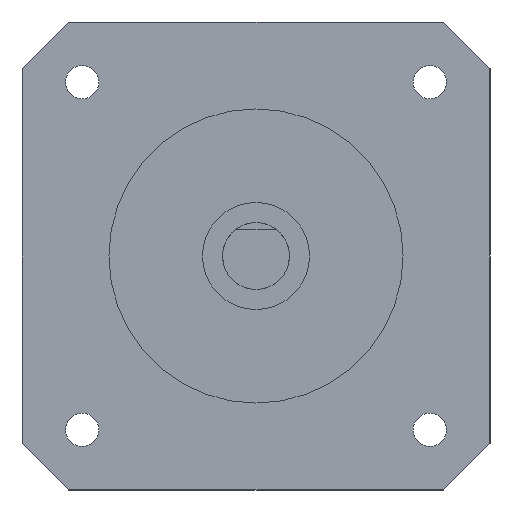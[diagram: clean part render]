
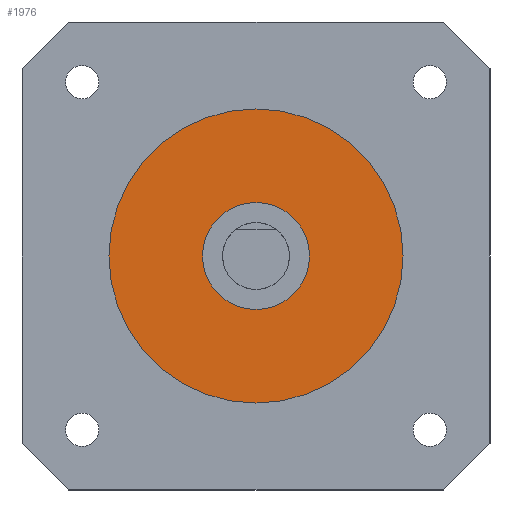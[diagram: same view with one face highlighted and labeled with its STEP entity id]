
A CAD part, front view. The second image highlights one B-rep face of the part: STEP entity #1976.
In plain terms, the highlighted planar face has unit normal (0, -1, 0).
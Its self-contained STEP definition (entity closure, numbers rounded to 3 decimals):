
#43 = DIRECTION ( 'NONE',  ( 0., 0., -1. ) ) ;
#62 = CARTESIAN_POINT ( 'NONE',  ( 0., -1.5, 4. ) ) ;
#241 = CARTESIAN_POINT ( 'NONE',  ( 0., -1.5, 0. ) ) ;
#258 = VERTEX_POINT ( 'NONE', #2359 ) ;
#280 = DIRECTION ( 'NONE',  ( 0., -1., 0. ) ) ;
#375 = CIRCLE ( 'NONE', #1140, 4. ) ;
#554 = FACE_OUTER_BOUND ( 'NONE', #2323, .T. ) ;
#648 = DIRECTION ( 'NONE',  ( 0., -1., 0. ) ) ;
#653 = DIRECTION ( 'NONE',  ( 0., -1., 0. ) ) ;
#750 = FACE_BOUND ( 'NONE', #1337, .T. ) ;
#771 = AXIS2_PLACEMENT_3D ( 'NONE', #2000, #280, #2032 ) ;
#779 = EDGE_CURVE ( 'NONE', #2042, #258, #1319, .T. ) ;
#807 = CARTESIAN_POINT ( 'NONE',  ( 0., -1.5, -4. ) ) ;
#925 = ORIENTED_EDGE ( 'NONE', *, *, #1886, .T. ) ;
#1061 = VERTEX_POINT ( 'NONE', #807 ) ;
#1068 = DIRECTION ( 'NONE',  ( 0., -1., 0. ) ) ;
#1140 = AXIS2_PLACEMENT_3D ( 'NONE', #2337, #648, #2134 ) ;
#1141 = DIRECTION ( 'NONE',  ( 0., 0., -1. ) ) ;
#1260 = CIRCLE ( 'NONE', #1303, 4. ) ;
#1289 = ORIENTED_EDGE ( 'NONE', *, *, #2258, .F. ) ;
#1303 = AXIS2_PLACEMENT_3D ( 'NONE', #2429, #1068, #2011 ) ;
#1319 = CIRCLE ( 'NONE', #1403, 11. ) ;
#1337 = EDGE_LOOP ( 'NONE', ( #1633, #1289 ) ) ;
#1395 = CARTESIAN_POINT ( 'NONE',  ( 0., -1.5, -11. ) ) ;
#1403 = AXIS2_PLACEMENT_3D ( 'NONE', #241, #653, #43 ) ;
#1625 = CIRCLE ( 'NONE', #771, 11. ) ;
#1633 = ORIENTED_EDGE ( 'NONE', *, *, #1718, .F. ) ;
#1699 = DIRECTION ( 'NONE',  ( 0., -1., 0. ) ) ;
#1718 = EDGE_CURVE ( 'NONE', #1061, #2348, #375, .T. ) ;
#1774 = AXIS2_PLACEMENT_3D ( 'NONE', #2094, #1699, #1141 ) ;
#1886 = EDGE_CURVE ( 'NONE', #258, #2042, #1625, .T. ) ;
#1976 = ADVANCED_FACE ( 'NONE', ( #750, #554 ), #2288, .T. ) ;
#2000 = CARTESIAN_POINT ( 'NONE',  ( 0., -1.5, 0. ) ) ;
#2011 = DIRECTION ( 'NONE',  ( 0., 0., -1. ) ) ;
#2032 = DIRECTION ( 'NONE',  ( 0., 0., -1. ) ) ;
#2042 = VERTEX_POINT ( 'NONE', #1395 ) ;
#2094 = CARTESIAN_POINT ( 'NONE',  ( 0., -1.5, 0. ) ) ;
#2134 = DIRECTION ( 'NONE',  ( 0., 0., -1. ) ) ;
#2185 = ORIENTED_EDGE ( 'NONE', *, *, #779, .T. ) ;
#2258 = EDGE_CURVE ( 'NONE', #2348, #1061, #1260, .T. ) ;
#2288 = PLANE ( 'NONE',  #1774 ) ;
#2323 = EDGE_LOOP ( 'NONE', ( #925, #2185 ) ) ;
#2337 = CARTESIAN_POINT ( 'NONE',  ( 0., -1.5, 0. ) ) ;
#2348 = VERTEX_POINT ( 'NONE', #62 ) ;
#2359 = CARTESIAN_POINT ( 'NONE',  ( 0., -1.5, 11. ) ) ;
#2429 = CARTESIAN_POINT ( 'NONE',  ( 0., -1.5, 0. ) ) ;
